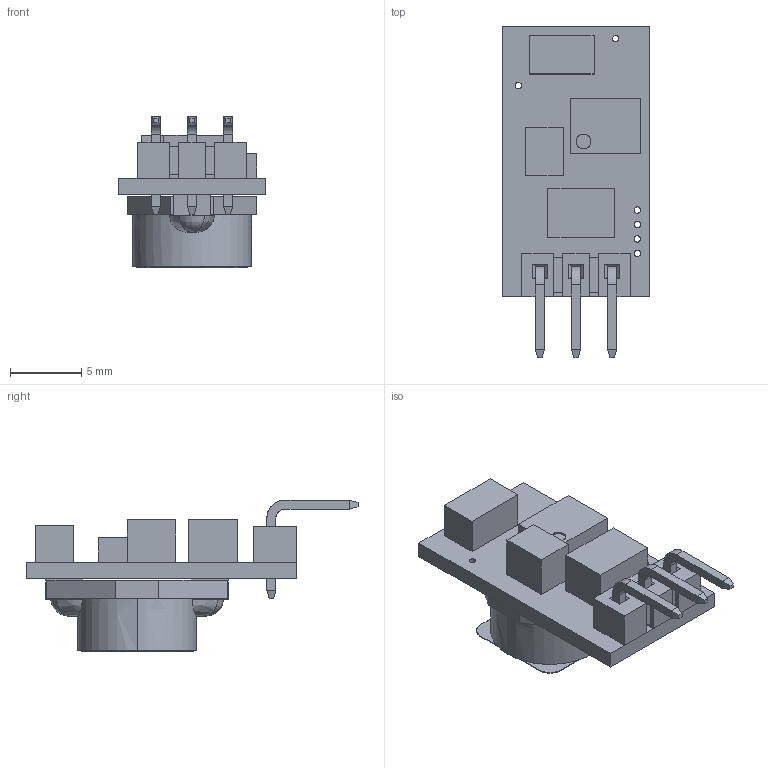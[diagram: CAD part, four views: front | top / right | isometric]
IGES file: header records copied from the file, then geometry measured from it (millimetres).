
Start section: SolidWorks IGES file using analytic representation for surfaces
Global section: file name: Alan'mps_dpm_78xxsr.IGS; native system: SolidWorks 2011; preprocessor: SolidWorks 2011; author: ALau; date: 120330.080725; units: inch
Bounding box: 10.41 x 23.37 x 10.68 mm (x, y, z)
Surface area: 1298.4 mm2 (no closed solid volume)
Topology: 0 solids, 0 shells, 512 faces, 4403 edges, 4401 vertices
Faces by surface type: bspline 464, revolution 48
